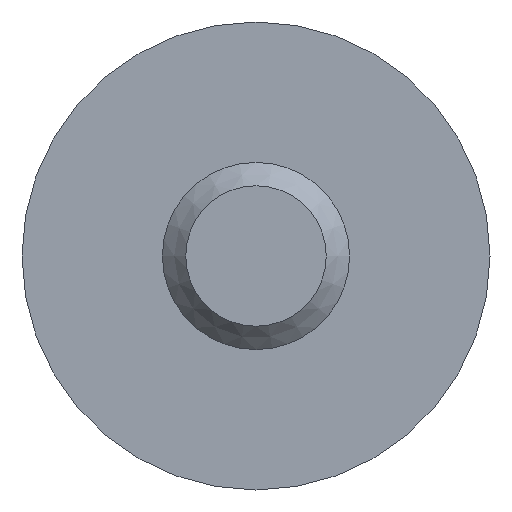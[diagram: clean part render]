
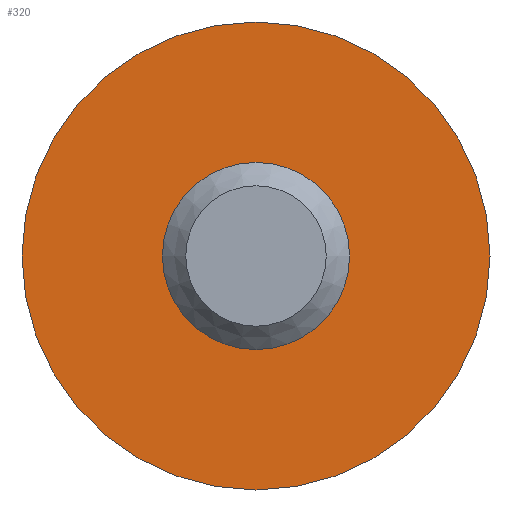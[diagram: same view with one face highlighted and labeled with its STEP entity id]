
A CAD part, front view. The second image highlights one B-rep face of the part: STEP entity #320.
In plain terms, the highlighted planar face has unit normal (0, -1, 0).
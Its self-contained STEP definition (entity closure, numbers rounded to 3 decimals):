
#16=FACE_BOUND('',#80,.T.);
#34=PLANE('',#368);
#59=FACE_OUTER_BOUND('',#79,.T.);
#79=EDGE_LOOP('',(#297));
#80=EDGE_LOOP('',(#298));
#125=CIRCLE('',#339,2.);
#137=CIRCLE('',#367,5.);
#140=VERTEX_POINT('',#468);
#166=VERTEX_POINT('',#625);
#171=EDGE_CURVE('',#140,#140,#125,.T.);
#209=EDGE_CURVE('',#166,#166,#137,.T.);
#297=ORIENTED_EDGE('',*,*,#209,.T.);
#298=ORIENTED_EDGE('',*,*,#171,.T.);
#320=ADVANCED_FACE('',(#59,#16),#34,.T.);
#339=AXIS2_PLACEMENT_3D('',#470,#381,#382);
#367=AXIS2_PLACEMENT_3D('',#626,#455,#456);
#368=AXIS2_PLACEMENT_3D('',#628,#458,#459);
#381=DIRECTION('center_axis',(0.,1.,0.));
#382=DIRECTION('ref_axis',(1.,0.,0.));
#455=DIRECTION('center_axis',(0.,-1.,0.));
#456=DIRECTION('ref_axis',(1.,0.,0.));
#458=DIRECTION('center_axis',(0.,-1.,0.));
#459=DIRECTION('ref_axis',(1.,0.,0.));
#468=CARTESIAN_POINT('',(-2.,-1.,0.));
#470=CARTESIAN_POINT('Origin',(0.,-1.,0.));
#625=CARTESIAN_POINT('',(-5.,-1.,0.));
#626=CARTESIAN_POINT('Origin',(0.,-1.,0.));
#628=CARTESIAN_POINT('Origin',(0.,-1.,0.));
